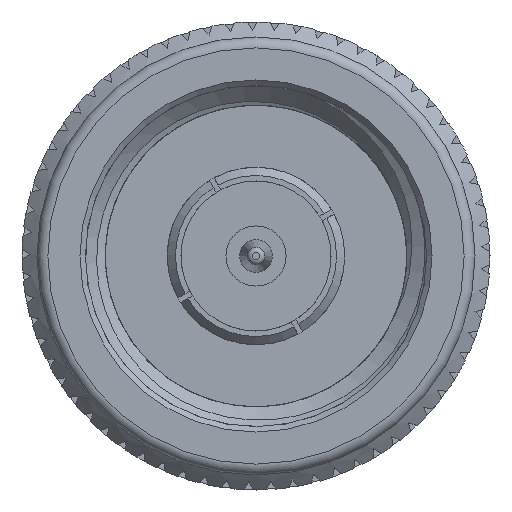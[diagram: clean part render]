
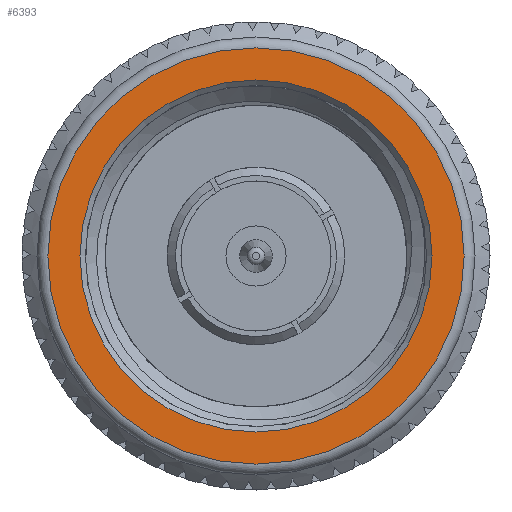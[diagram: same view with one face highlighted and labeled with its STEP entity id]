
A CAD part, left-side view. The second image highlights one B-rep face of the part: STEP entity #6393.
In plain terms, the highlighted planar face has unit normal (-1, 0, 0).
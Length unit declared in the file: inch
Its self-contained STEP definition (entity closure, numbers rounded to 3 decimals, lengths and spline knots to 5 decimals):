
#113 = DIRECTION ( 'NONE',  ( 1., 0., 0. ) ) ;
#119 = CARTESIAN_POINT ( 'NONE',  ( 0., -0.16125, -0.27929 ) ) ;
#695 = DIRECTION ( 'NONE',  ( -1., 0., 0. ) ) ;
#937 = AXIS2_PLACEMENT_3D ( 'NONE', #8321, #3164, #8385 ) ;
#1232 = ORIENTED_EDGE ( 'NONE', *, *, #7299, .T. ) ;
#2904 = PLANE ( 'NONE',  #8965 ) ;
#3164 = DIRECTION ( 'NONE',  ( -1., 0., 0. ) ) ;
#3280 = EDGE_LOOP ( 'NONE', ( #6917 ) ) ;
#3539 = VERTEX_POINT ( 'NONE', #119 ) ;
#4582 = DIRECTION ( 'NONE',  ( 0., -0.5, -0.866 ) ) ;
#5121 = DIRECTION ( 'NONE',  ( 0., -0.5, -0.866 ) ) ;
#5302 = AXIS2_PLACEMENT_3D ( 'NONE', #6117, #113, #4582 ) ;
#6117 = CARTESIAN_POINT ( 'NONE',  ( 0., 0., 0. ) ) ;
#6310 = FACE_BOUND ( 'NONE', #8561, .T. ) ;
#6393 = ADVANCED_FACE ( 'NONE', ( #6508, #6310 ), #2904, .T. ) ;
#6508 = FACE_OUTER_BOUND ( 'NONE', #3280, .T. ) ;
#6917 = ORIENTED_EDGE ( 'NONE', *, *, #7361, .T. ) ;
#7041 = CIRCLE ( 'NONE', #937, 0.38127 ) ;
#7299 = EDGE_CURVE ( 'NONE', #3539, #3539, #8804, .T. ) ;
#7361 = EDGE_CURVE ( 'NONE', #8532, #8532, #7041, .T. ) ;
#8321 = CARTESIAN_POINT ( 'NONE',  ( 0., 0., 0. ) ) ;
#8385 = DIRECTION ( 'NONE',  ( 0., -0.866, 0.5 ) ) ;
#8394 = CARTESIAN_POINT ( 'NONE',  ( 0., -0.33019, 0.19064 ) ) ;
#8532 = VERTEX_POINT ( 'NONE', #8394 ) ;
#8561 = EDGE_LOOP ( 'NONE', ( #1232 ) ) ;
#8753 = CARTESIAN_POINT ( 'NONE',  ( 0., 0.19404, 0.33609 ) ) ;
#8804 = CIRCLE ( 'NONE', #5302, 0.3225 ) ;
#8965 = AXIS2_PLACEMENT_3D ( 'NONE', #8753, #695, #5121 ) ;
